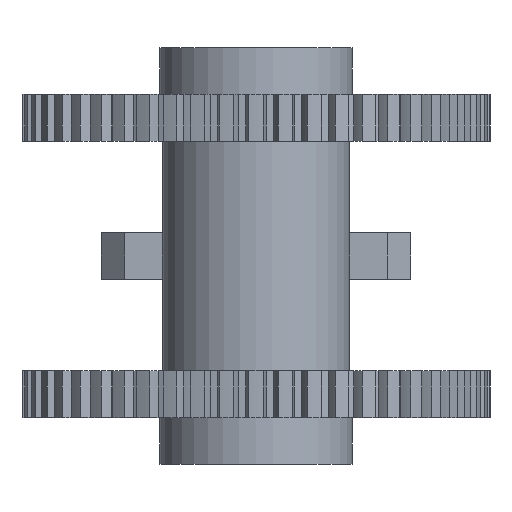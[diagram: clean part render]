
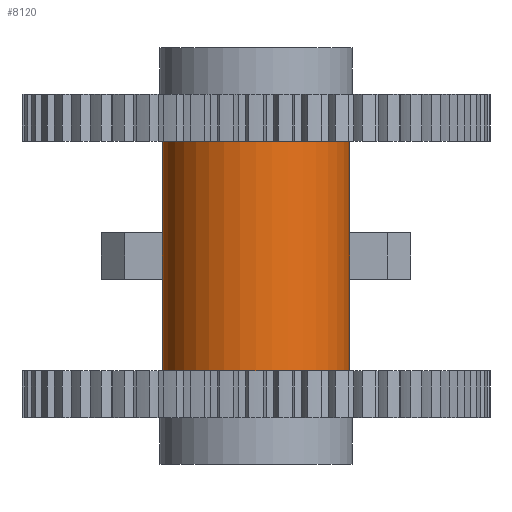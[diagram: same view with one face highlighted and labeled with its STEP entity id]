
A CAD part, front view. The second image highlights one B-rep face of the part: STEP entity #8120.
In plain terms, the highlighted cylindrical face has radius 12.7 mm (diameter 25.4 mm), a full revolution.
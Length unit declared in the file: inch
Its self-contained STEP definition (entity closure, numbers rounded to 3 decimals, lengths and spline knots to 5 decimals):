
#472=FACE_OUTER_BOUND('',#914,.T.);
#914=EDGE_LOOP('',(#6864,#6865,#6866,#6867,#6868,#6869,#6870,#6871,#6872,
#6873));
#1361=LINE('',#14882,#1805);
#1362=LINE('',#14884,#1806);
#1363=LINE('',#14886,#1807);
#1364=LINE('',#14887,#1808);
#1805=VECTOR('',#12328,0.3937);
#1806=VECTOR('',#12331,0.3937);
#1807=VECTOR('',#12334,0.5);
#1808=VECTOR('',#12335,0.5);
#2020=CIRCLE('',#8364,0.5);
#2420=CIRCLE('',#8964,0.5);
#2617=CIRCLE('',#9360,0.5);
#2632=CIRCLE('',#9388,0.5);
#2846=VERTEX_POINT('',#12787);
#3247=VERTEX_POINT('',#13988);
#3451=VERTEX_POINT('',#14792);
#3452=VERTEX_POINT('',#14794);
#3480=VERTEX_POINT('',#14876);
#3481=VERTEX_POINT('',#14878);
#3698=EDGE_CURVE('',#2846,#2846,#2020,.T.);
#4298=EDGE_CURVE('',#3247,#3247,#2420,.T.);
#4700=EDGE_CURVE('',#3452,#3451,#2617,.T.);
#4742=EDGE_CURVE('',#3481,#3480,#2632,.T.);
#4744=EDGE_CURVE('',#3481,#3451,#1361,.T.);
#4745=EDGE_CURVE('',#3480,#3452,#1362,.T.);
#4746=EDGE_CURVE('',#2846,#3452,#1363,.T.);
#4747=EDGE_CURVE('',#3480,#3247,#1364,.T.);
#6864=ORIENTED_EDGE('',*,*,#3698,.F.);
#6865=ORIENTED_EDGE('',*,*,#4746,.T.);
#6866=ORIENTED_EDGE('',*,*,#4700,.T.);
#6867=ORIENTED_EDGE('',*,*,#4744,.F.);
#6868=ORIENTED_EDGE('',*,*,#4742,.T.);
#6869=ORIENTED_EDGE('',*,*,#4747,.T.);
#6870=ORIENTED_EDGE('',*,*,#4298,.F.);
#6871=ORIENTED_EDGE('',*,*,#4747,.F.);
#6872=ORIENTED_EDGE('',*,*,#4745,.T.);
#6873=ORIENTED_EDGE('',*,*,#4746,.F.);
#7694=CYLINDRICAL_SURFACE('',#9391,0.5);
#8120=ADVANCED_FACE('',(#472),#7694,.T.);
#8364=AXIS2_PLACEMENT_3D('',#12788,#9843,#9844);
#8964=AXIS2_PLACEMENT_3D('',#13989,#11243,#11244);
#9360=AXIS2_PLACEMENT_3D('',#14795,#12240,#12241);
#9388=AXIS2_PLACEMENT_3D('',#14879,#12323,#12324);
#9391=AXIS2_PLACEMENT_3D('',#14885,#12332,#12333);
#9843=DIRECTION('center_axis',(0.,0.,1.));
#9844=DIRECTION('ref_axis',(-1.,0.,0.));
#11243=DIRECTION('center_axis',(0.,0.,-1.));
#11244=DIRECTION('ref_axis',(-1.,0.,0.));
#12240=DIRECTION('center_axis',(0.,0.,1.));
#12241=DIRECTION('ref_axis',(-1.,0.,0.));
#12323=DIRECTION('center_axis',(0.,0.,-1.));
#12324=DIRECTION('ref_axis',(-1.,0.,0.));
#12328=DIRECTION('',(0.,0.,1.));
#12331=DIRECTION('',(0.,0.,1.));
#12332=DIRECTION('center_axis',(0.,0.,1.));
#12333=DIRECTION('ref_axis',(-1.,0.,0.));
#12334=DIRECTION('',(0.,0.,-1.));
#12335=DIRECTION('',(0.,0.,-1.));
#12787=CARTESIAN_POINT('',(0.5,0.,1.475));
#12788=CARTESIAN_POINT('Origin',(0.,0.,1.475));
#13988=CARTESIAN_POINT('',(0.5,0.,0.25));
#13989=CARTESIAN_POINT('Origin',(0.,0.,0.25));
#14792=CARTESIAN_POINT('',(-0.5,0.,0.9875));
#14794=CARTESIAN_POINT('',(0.5,0.,0.9875));
#14795=CARTESIAN_POINT('Origin',(0.,0.,0.9875));
#14876=CARTESIAN_POINT('',(0.5,0.,0.7375));
#14878=CARTESIAN_POINT('',(-0.5,0.,0.7375));
#14879=CARTESIAN_POINT('Origin',(0.,0.,0.7375));
#14882=CARTESIAN_POINT('',(-0.5,0.,0.25));
#14884=CARTESIAN_POINT('',(0.5,0.,0.25));
#14885=CARTESIAN_POINT('Origin',(0.,0.,0.25));
#14886=CARTESIAN_POINT('',(0.5,0.,0.25));
#14887=CARTESIAN_POINT('',(0.5,0.,0.25));
